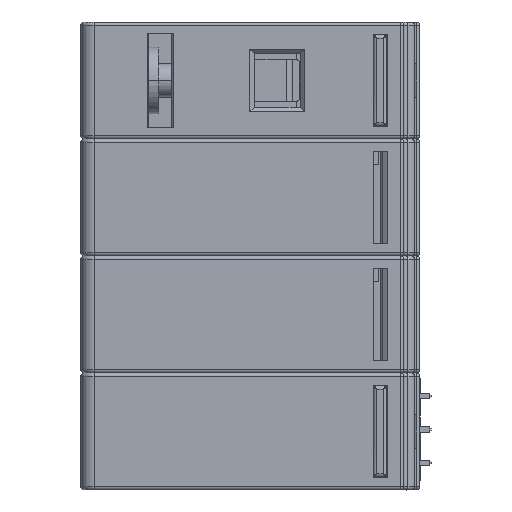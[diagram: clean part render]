
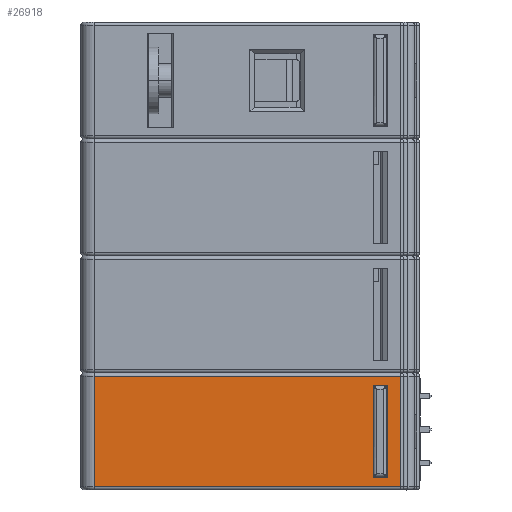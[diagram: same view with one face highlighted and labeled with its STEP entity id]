
A CAD part, left-side view. The second image highlights one B-rep face of the part: STEP entity #26918.
In plain terms, the highlighted planar face has unit normal (-1, 0, 0).
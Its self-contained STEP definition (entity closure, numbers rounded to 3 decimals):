
#11953=DIRECTION('',(0.,-1.,0.));
#11954=VECTOR('',#11953,2.2);
#11955=CARTESIAN_POINT('',(-40.,0.,-6.95));
#11956=LINE('',#11955,#11954);
#11960=DIRECTION('',(0.,0.,1.));
#11961=VECTOR('',#11960,13.9);
#11962=CARTESIAN_POINT('',(-40.,-2.2,-6.95));
#11963=LINE('',#11962,#11961);
#11967=DIRECTION('',(0.,1.,0.));
#11968=VECTOR('',#11967,2.2);
#11969=CARTESIAN_POINT('',(-40.,-2.2,6.95));
#11970=LINE('',#11969,#11968);
#11974=DIRECTION('',(0.,0.,-1.));
#11975=VECTOR('',#11974,13.9);
#11976=CARTESIAN_POINT('',(-40.,0.,6.95));
#11977=LINE('',#11976,#11975);
#11981=DIRECTION('',(0.,0.,1.));
#11982=VECTOR('',#11981,16.6);
#11983=CARTESIAN_POINT('',(-40.,-4.1,-8.3));
#11984=LINE('',#11983,#11982);
#11988=DIRECTION('',(0.,0.,-1.));
#11989=VECTOR('',#11988,16.6);
#11990=CARTESIAN_POINT('',(-40.,42.,8.3));
#11991=LINE('',#11990,#11989);
#12439=DIRECTION('',(0.,1.,0.));
#12440=VECTOR('',#12439,46.1);
#12441=CARTESIAN_POINT('',(-40.,-4.1,8.3));
#12442=LINE('',#12441,#12440);
#13163=DIRECTION('',(0.,-1.,0.));
#13164=VECTOR('',#13163,46.1);
#13165=CARTESIAN_POINT('',(-40.,42.,-8.3));
#13166=LINE('',#13165,#13164);
#16823=CARTESIAN_POINT('',(-40.,42.,8.3));
#16824=VERTEX_POINT('',#16823);
#16874=CARTESIAN_POINT('',(-40.,42.,-8.3));
#16876=VERTEX_POINT('',#16874);
#17267=CARTESIAN_POINT('',(-40.,0.,-6.95));
#17268=CARTESIAN_POINT('',(-40.,-2.2,-6.95));
#17269=VERTEX_POINT('',#17267);
#17270=VERTEX_POINT('',#17268);
#17271=CARTESIAN_POINT('',(-40.,-2.2,6.95));
#17272=VERTEX_POINT('',#17271);
#17273=CARTESIAN_POINT('',(-40.,0.,6.95));
#17274=VERTEX_POINT('',#17273);
#17303=CARTESIAN_POINT('',(-40.,-4.1,-8.3));
#17305=VERTEX_POINT('',#17303);
#17313=CARTESIAN_POINT('',(-40.,-4.1,8.3));
#17314=VERTEX_POINT('',#17313);
#26896=CARTESIAN_POINT('',(-40.,44.,-8.9));
#26897=DIRECTION('',(-1.,0.,0.));
#26898=DIRECTION('',(0.,-1.,0.));
#26899=AXIS2_PLACEMENT_3D('',#26896,#26897,#26898);
#26900=PLANE('',#26899);
#26902=ORIENTED_EDGE('',*,*,#26901,.F.);
#26904=ORIENTED_EDGE('',*,*,#26903,.F.);
#26906=ORIENTED_EDGE('',*,*,#26905,.F.);
#26907=ORIENTED_EDGE('',*,*,#26888,.F.);
#26908=EDGE_LOOP('',(#26902,#26904,#26906,#26907));
#26909=FACE_OUTER_BOUND('',#26908,.F.);
#26910=ORIENTED_EDGE('',*,*,#19661,.T.);
#26912=ORIENTED_EDGE('',*,*,#26911,.T.);
#26914=ORIENTED_EDGE('',*,*,#26913,.T.);
#26915=ORIENTED_EDGE('',*,*,#19706,.T.);
#26916=EDGE_LOOP('',(#26910,#26912,#26914,#26915));
#26917=FACE_BOUND('',#26916,.F.);
#19661=EDGE_CURVE('',#17269,#17270,#11956,.T.);
#19706=EDGE_CURVE('',#17274,#17269,#11977,.T.);
#26888=EDGE_CURVE('',#16824,#16876,#11991,.T.);
#26901=EDGE_CURVE('',#17314,#16824,#12442,.T.);
#26903=EDGE_CURVE('',#17305,#17314,#11984,.T.);
#26905=EDGE_CURVE('',#16876,#17305,#13166,.T.);
#26911=EDGE_CURVE('',#17270,#17272,#11963,.T.);
#26913=EDGE_CURVE('',#17272,#17274,#11970,.T.);
#26918=ADVANCED_FACE('',(#26909,#26917),#26900,.T.);
